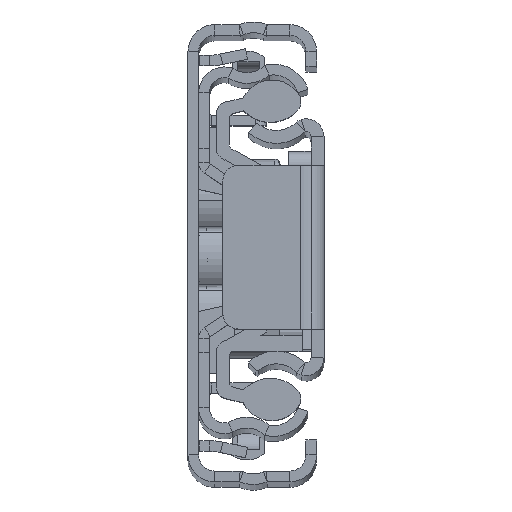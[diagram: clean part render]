
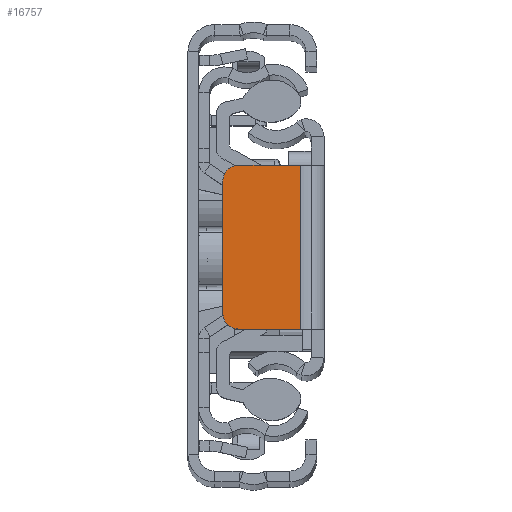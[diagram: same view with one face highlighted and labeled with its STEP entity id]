
A CAD part, top view. The second image highlights one B-rep face of the part: STEP entity #16757.
In plain terms, the highlighted planar face has unit normal (0, 0, 1).
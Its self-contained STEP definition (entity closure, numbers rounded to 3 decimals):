
#892 = VECTOR ( 'NONE', #7410, 1000. ) ;
#1661 = PLANE ( 'NONE',  #16345 ) ;
#1734 = VERTEX_POINT ( 'NONE', #20177 ) ;
#1796 = VECTOR ( 'NONE', #16595, 1000. ) ;
#1850 = VECTOR ( 'NONE', #5946, 1000. ) ;
#1911 = DIRECTION ( 'NONE',  ( -1., 0., 0. ) ) ;
#1949 = VERTEX_POINT ( 'NONE', #2737 ) ;
#1975 = FACE_OUTER_BOUND ( 'NONE', #3304, .T. ) ;
#2007 = DIRECTION ( 'NONE',  ( -1., 0., 0. ) ) ;
#2612 = EDGE_CURVE ( 'NONE', #1949, #1734, #5548, .T. ) ;
#2737 = CARTESIAN_POINT ( 'NONE',  ( -2.2, 7.65, 0. ) ) ;
#3304 = EDGE_LOOP ( 'NONE', ( #11040, #19528, #5986, #12386, #13712, #5310 ) ) ;
#3844 = CIRCLE ( 'NONE', #13615, 1.5 ) ;
#4132 = CARTESIAN_POINT ( 'NONE',  ( -9.45, 6.15, 0. ) ) ;
#4784 = EDGE_CURVE ( 'NONE', #11183, #8607, #5211, .T. ) ;
#5141 = DIRECTION ( 'NONE',  ( -1., 0., 0. ) ) ;
#5211 = LINE ( 'NONE', #6794, #1796 ) ;
#5310 = ORIENTED_EDGE ( 'NONE', *, *, #14051, .T. ) ;
#5548 = LINE ( 'NONE', #15039, #10857 ) ;
#5946 = DIRECTION ( 'NONE',  ( 1., 0., 0. ) ) ;
#5986 = ORIENTED_EDGE ( 'NONE', *, *, #16198, .T. ) ;
#6794 = CARTESIAN_POINT ( 'NONE',  ( -9.45, 0., 0. ) ) ;
#6829 = DIRECTION ( 'NONE',  ( 0., 0., -1. ) ) ;
#6925 = DIRECTION ( 'NONE',  ( -1., 0., 0. ) ) ;
#7410 = DIRECTION ( 'NONE',  ( 0., -1., 0. ) ) ;
#7633 = LINE ( 'NONE', #17437, #1850 ) ;
#8243 = CARTESIAN_POINT ( 'NONE',  ( -2.2, -7.65, 0. ) ) ;
#8607 = VERTEX_POINT ( 'NONE', #20312 ) ;
#8876 = LINE ( 'NONE', #15304, #892 ) ;
#8898 = EDGE_CURVE ( 'NONE', #1949, #18550, #8876, .T. ) ;
#10857 = VECTOR ( 'NONE', #6925, 1000. ) ;
#11040 = ORIENTED_EDGE ( 'NONE', *, *, #4784, .T. ) ;
#11183 = VERTEX_POINT ( 'NONE', #4132 ) ;
#11404 = EDGE_CURVE ( 'NONE', #8607, #16552, #18064, .T. ) ;
#11924 = CARTESIAN_POINT ( 'NONE',  ( -7.95, -6.15, 0. ) ) ;
#12386 = ORIENTED_EDGE ( 'NONE', *, *, #8898, .F. ) ;
#13615 = AXIS2_PLACEMENT_3D ( 'NONE', #16358, #19861, #1911 ) ;
#13712 = ORIENTED_EDGE ( 'NONE', *, *, #2612, .T. ) ;
#14051 = EDGE_CURVE ( 'NONE', #1734, #11183, #3844, .T. ) ;
#15039 = CARTESIAN_POINT ( 'NONE',  ( 0., 7.65, 0. ) ) ;
#15304 = CARTESIAN_POINT ( 'NONE',  ( -2.2, -7.65, 0. ) ) ;
#16198 = EDGE_CURVE ( 'NONE', #16552, #18550, #7633, .T. ) ;
#16345 = AXIS2_PLACEMENT_3D ( 'NONE', #18130, #6829, #5141 ) ;
#16358 = CARTESIAN_POINT ( 'NONE',  ( -7.95, 6.15, 0. ) ) ;
#16552 = VERTEX_POINT ( 'NONE', #20576 ) ;
#16595 = DIRECTION ( 'NONE',  ( 0., -1., 0. ) ) ;
#16757 = ADVANCED_FACE ( 'NONE', ( #1975 ), #1661, .F. ) ;
#17437 = CARTESIAN_POINT ( 'NONE',  ( 0., -7.65, 0. ) ) ;
#18064 = CIRCLE ( 'NONE', #20447, 1.5 ) ;
#18130 = CARTESIAN_POINT ( 'NONE',  ( 0., 0., 0. ) ) ;
#18361 = DIRECTION ( 'NONE',  ( 0., 0., 1. ) ) ;
#18550 = VERTEX_POINT ( 'NONE', #8243 ) ;
#19528 = ORIENTED_EDGE ( 'NONE', *, *, #11404, .T. ) ;
#19861 = DIRECTION ( 'NONE',  ( 0., 0., 1. ) ) ;
#20177 = CARTESIAN_POINT ( 'NONE',  ( -7.95, 7.65, 0. ) ) ;
#20312 = CARTESIAN_POINT ( 'NONE',  ( -9.45, -6.15, 0. ) ) ;
#20447 = AXIS2_PLACEMENT_3D ( 'NONE', #11924, #18361, #2007 ) ;
#20576 = CARTESIAN_POINT ( 'NONE',  ( -7.95, -7.65, 0. ) ) ;
